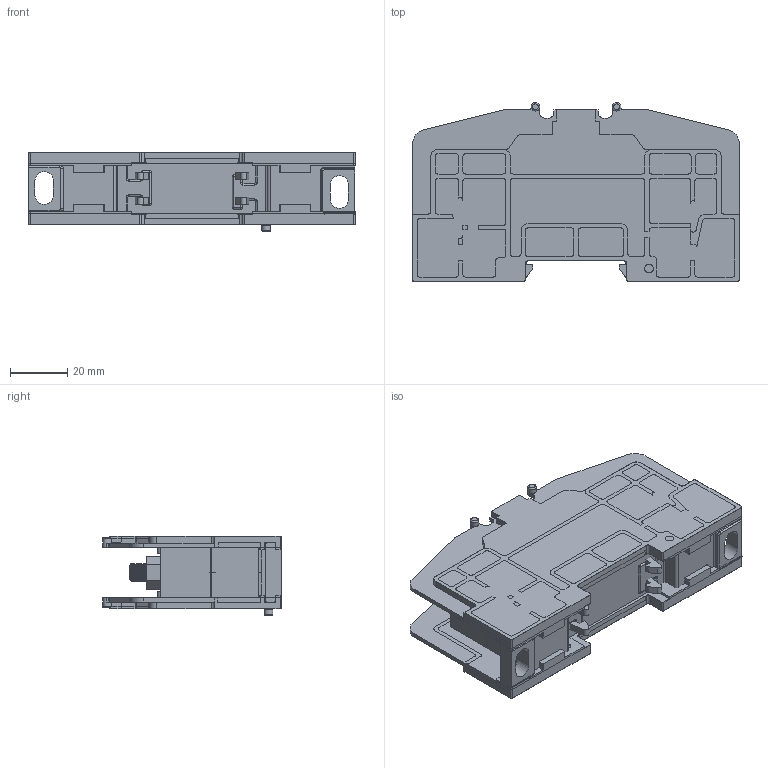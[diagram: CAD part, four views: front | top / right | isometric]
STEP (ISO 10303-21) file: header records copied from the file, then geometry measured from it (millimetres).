
FILE_DESCRIPTION( ( 'Unknown' ), '1' );
FILE_NAME( 'PTB35.stp', 'Unknown', ( 'Unknown' ), ( 'Unknown' ), 'PSStep 14.0', 'Unknown', ' ' );
FILE_SCHEMA( ( 'AUTOMOTIVE_DESIGN { 1 0 10303 214 1 1 1 1 }' ) );
Length unit declared in the file: millimetre
Products named in the file (9): 1; 2; 3; 4; 5; 6;     F122; 7
Bounding box: 114 x 62.5 x 27.6 mm (x, y, z)
Volume: 139793.2 mm3; surface area: 74711.2 mm2
Topology: 9 solids, 9 shells, 1999 faces, 5733 edges, 3772 vertices
Faces by surface type: plane 1110, cylinder 795, torus 50, sphere 28, cone 12, bspline 4
Full cylindrical faces by diameter (mm): 2 x1, 3 x9, 3.3 x2, 3.5 x4, 4 x4, 4.1 x2, 4.5 x2, 4.6 x2, 5.4 x2, 6 x62
Entity records: 118732 total; most frequent: CARTESIAN_POINT 20906, ORIENTED_EDGE 10910, DIRECTION 10749, PRESENTATION_STYLE_ASSIGNMENT 8465, COLOUR_RGB 8465, STYLED_ITEM 6612, CURVE_STYLE 6528, DRAUGHTING_PRE_DEFINED_CURVE_FONT 6528
